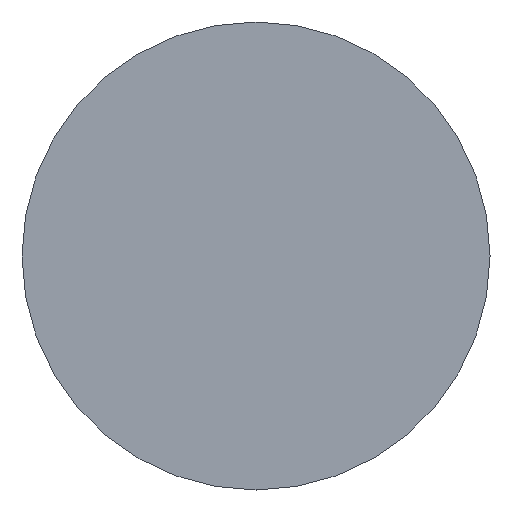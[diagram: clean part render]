
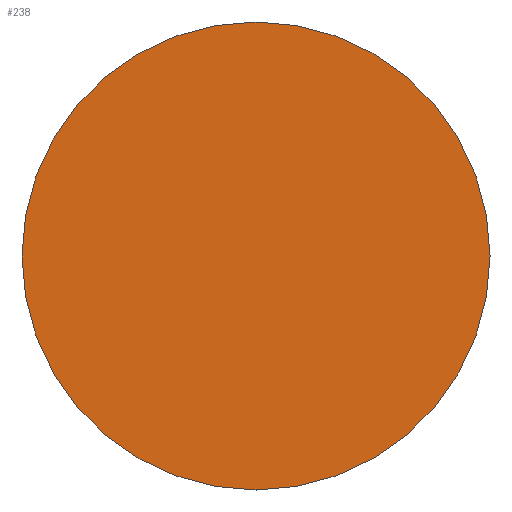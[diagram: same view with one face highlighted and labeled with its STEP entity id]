
A CAD part, front view. The second image highlights one B-rep face of the part: STEP entity #238.
In plain terms, the highlighted planar face has unit normal (0, -1, 0).
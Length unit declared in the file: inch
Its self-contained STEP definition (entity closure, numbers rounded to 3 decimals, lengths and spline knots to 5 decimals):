
#6 = CARTESIAN_POINT ( 'NONE',  ( 0., 0., 0. ) ) ;
#33 = CARTESIAN_POINT ( 'NONE',  ( 0., 0., 0. ) ) ;
#39 = CARTESIAN_POINT ( 'NONE',  ( 0., 0., 0.25 ) ) ;
#77 = DIRECTION ( 'NONE',  ( 0., -1., 0. ) ) ;
#88 = AXIS2_PLACEMENT_3D ( 'NONE', #33, #226, #271 ) ;
#104 = EDGE_CURVE ( 'NONE', #260, #242, #254, .T. ) ;
#112 = AXIS2_PLACEMENT_3D ( 'NONE', #141, #143, #121 ) ;
#121 = DIRECTION ( 'NONE',  ( 0., 0., -1. ) ) ;
#135 = AXIS2_PLACEMENT_3D ( 'NONE', #6, #77, #172 ) ;
#141 = CARTESIAN_POINT ( 'NONE',  ( 0., 0., 0. ) ) ;
#143 = DIRECTION ( 'NONE',  ( 0., -1., 0. ) ) ;
#172 = DIRECTION ( 'NONE',  ( 0., 0., -1. ) ) ;
#188 = EDGE_LOOP ( 'NONE', ( #204, #267 ) ) ;
#199 = CARTESIAN_POINT ( 'NONE',  ( 0., 0., -0.25 ) ) ;
#204 = ORIENTED_EDGE ( 'NONE', *, *, #233, .T. ) ;
#222 = FACE_OUTER_BOUND ( 'NONE', #188, .T. ) ;
#226 = DIRECTION ( 'NONE',  ( 0., -1., 0. ) ) ;
#233 = EDGE_CURVE ( 'NONE', #242, #260, #307, .T. ) ;
#238 = ADVANCED_FACE ( 'NONE', ( #222 ), #286, .T. ) ;
#242 = VERTEX_POINT ( 'NONE', #199 ) ;
#254 = CIRCLE ( 'NONE', #112, 0.25 ) ;
#260 = VERTEX_POINT ( 'NONE', #39 ) ;
#267 = ORIENTED_EDGE ( 'NONE', *, *, #104, .T. ) ;
#271 = DIRECTION ( 'NONE',  ( 0., 0., -1. ) ) ;
#286 = PLANE ( 'NONE',  #135 ) ;
#307 = CIRCLE ( 'NONE', #88, 0.25 ) ;
